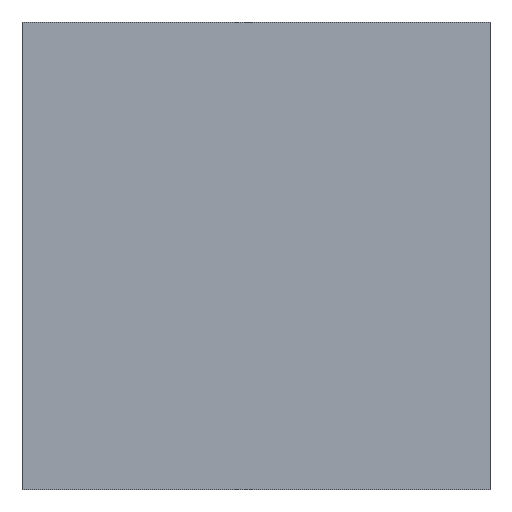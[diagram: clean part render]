
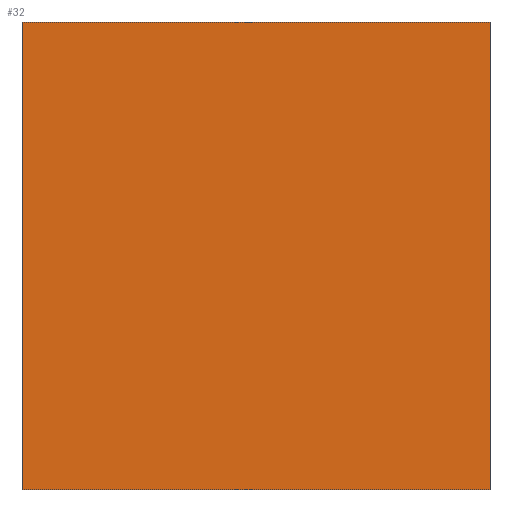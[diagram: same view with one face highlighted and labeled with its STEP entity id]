
A CAD part, front view. The second image highlights one B-rep face of the part: STEP entity #32.
In plain terms, the highlighted planar face has unit normal (0, -1, 0).
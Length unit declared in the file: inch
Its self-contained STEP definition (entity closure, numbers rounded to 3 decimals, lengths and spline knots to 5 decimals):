
#8 = PLANE ( 'NONE',  #149 ) ;
#14 = VERTEX_POINT ( 'NONE', #118 ) ;
#16 = CARTESIAN_POINT ( 'NONE',  ( 24., -0.0625, 24. ) ) ;
#23 = ORIENTED_EDGE ( 'NONE', *, *, #232, .F. ) ;
#32 = ADVANCED_FACE ( 'NONE', ( #136 ), #8, .F. ) ;
#38 = VECTOR ( 'NONE', #130, 39.37008 ) ;
#53 = ORIENTED_EDGE ( 'NONE', *, *, #141, .T. ) ;
#73 = ORIENTED_EDGE ( 'NONE', *, *, #153, .T. ) ;
#74 = LINE ( 'NONE', #183, #38 ) ;
#85 = LINE ( 'NONE', #16, #94 ) ;
#86 = VERTEX_POINT ( 'NONE', #140 ) ;
#90 = LINE ( 'NONE', #148, #188 ) ;
#94 = VECTOR ( 'NONE', #146, 39.37008 ) ;
#99 = VERTEX_POINT ( 'NONE', #210 ) ;
#114 = ORIENTED_EDGE ( 'NONE', *, *, #225, .F. ) ;
#118 = CARTESIAN_POINT ( 'NONE',  ( 24., -0.0625, 24. ) ) ;
#125 = CARTESIAN_POINT ( 'NONE',  ( -24., -0.0625, -24. ) ) ;
#130 = DIRECTION ( 'NONE',  ( 1., 0., 0. ) ) ;
#134 = VECTOR ( 'NONE', #233, 39.37008 ) ;
#136 = FACE_OUTER_BOUND ( 'NONE', #173, .T. ) ;
#140 = CARTESIAN_POINT ( 'NONE',  ( -24., -0.0625, 24. ) ) ;
#141 = EDGE_CURVE ( 'NONE', #86, #192, #168, .T. ) ;
#146 = DIRECTION ( 'NONE',  ( 0., 0., -1. ) ) ;
#148 = CARTESIAN_POINT ( 'NONE',  ( 24., -0.0625, -24. ) ) ;
#149 = AXIS2_PLACEMENT_3D ( 'NONE', #196, #193, #213 ) ;
#153 = EDGE_CURVE ( 'NONE', #192, #99, #90, .T. ) ;
#168 = LINE ( 'NONE', #198, #134 ) ;
#173 = EDGE_LOOP ( 'NONE', ( #53, #73, #114, #23 ) ) ;
#183 = CARTESIAN_POINT ( 'NONE',  ( 24., -0.0625, 24. ) ) ;
#188 = VECTOR ( 'NONE', #234, 39.37008 ) ;
#192 = VERTEX_POINT ( 'NONE', #125 ) ;
#193 = DIRECTION ( 'NONE',  ( 0., 1., 0. ) ) ;
#196 = CARTESIAN_POINT ( 'NONE',  ( 24., -0.0625, 24. ) ) ;
#198 = CARTESIAN_POINT ( 'NONE',  ( -24., -0.0625, 24. ) ) ;
#210 = CARTESIAN_POINT ( 'NONE',  ( 24., -0.0625, -24. ) ) ;
#213 = DIRECTION ( 'NONE',  ( 0., 0., 1. ) ) ;
#225 = EDGE_CURVE ( 'NONE', #14, #99, #85, .T. ) ;
#232 = EDGE_CURVE ( 'NONE', #86, #14, #74, .T. ) ;
#233 = DIRECTION ( 'NONE',  ( 0., 0., -1. ) ) ;
#234 = DIRECTION ( 'NONE',  ( 1., 0., 0. ) ) ;
